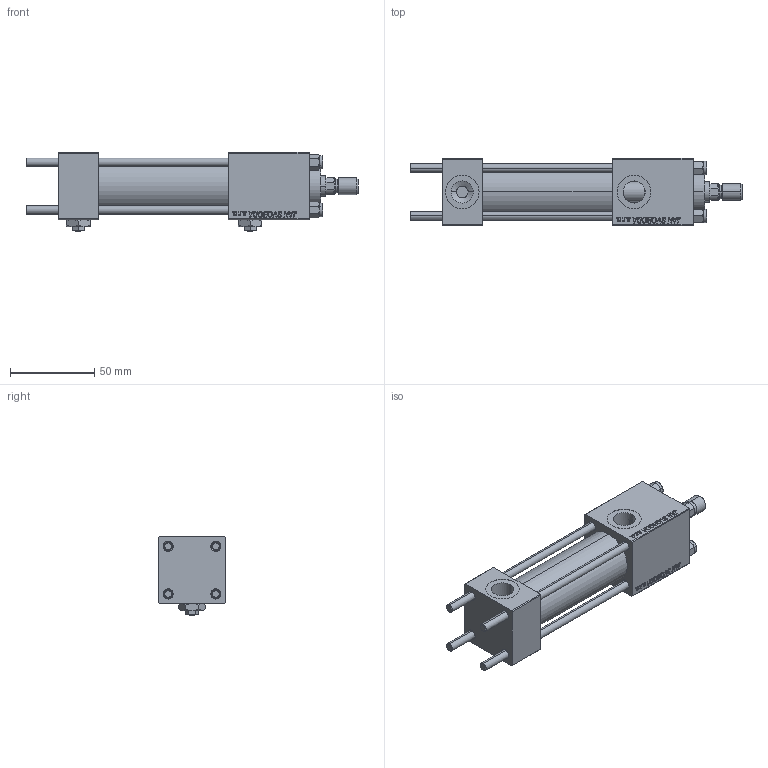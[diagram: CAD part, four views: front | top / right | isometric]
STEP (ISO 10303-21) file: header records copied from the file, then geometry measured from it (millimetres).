
FILE_DESCRIPTION (( 'STEP AP203' ), '1' );
FILE_NAME ('3127.STEP', '2023-08-23T10:27:44', ( '' ), ( '' ), 'SwSTEP 2.0', 'SolidWorks 2019', '' );
FILE_SCHEMA (( 'CONFIG_CONTROL_DESIGN' ));
Length unit declared in the file: millimetre
Products named in the file (8): CR025_012_A_0_G_A_G_M_020_+#_##_TYCINKA 00b8a85ac28cb6982636a345c2ff1dc6; V215CR_BODY_A 00b8a85ac28cb6982636a345c2ff1dc6; NUT_M5 00b8a85ac28cb6982636a345c2ff1dc6; V215_VC_A 00b8a85ac28cb6982636a345c2ff1dc6; Zatka_pro_OIL_PORT 00b8a85ac28cb6982636a345c2ff1dc6; V215CR_VCP 00b8a85ac28cb6982636a345c2ff1dc6; 3127; ROD_END_AH 00b8a85ac28cb6982636a345c2ff1dc6
Assembly tree (14 placements, depth 2):
  3127
    V215CR_BODY_A 00b8a85ac28cb6982636a345c2ff1dc6
    CR025_012_A_0_G_A_G_M_020_+#_##_TYCINKA 00b8a85ac28cb6982636a345c2ff1dc6  x4
    NUT_M5 00b8a85ac28cb6982636a345c2ff1dc6  x4
    V215CR_VCP 00b8a85ac28cb6982636a345c2ff1dc6
    V215_VC_A 00b8a85ac28cb6982636a345c2ff1dc6
    ROD_END_AH 00b8a85ac28cb6982636a345c2ff1dc6
    Zatka_pro_OIL_PORT 00b8a85ac28cb6982636a345c2ff1dc6  x2
Bounding box: 197 x 40 x 47 mm (x, y, z)
Volume: 158117.3 mm3; surface area: 69543.3 mm2
Topology: 14 solids, 14 shells, 1246 faces, 3104 edges, 1999 vertices
Faces by surface type: plane 568, bspline 392, cone 182, cylinder 94, torus 10
Entity records: 52274 total; most frequent: CARTESIAN_POINT 27703, ORIENTED_EDGE 5508, DIRECTION 3540, EDGE_CURVE 2754, VERTEX_POINT 1797, VECTOR 1636, LINE 1636, EDGE_LOOP 1219
